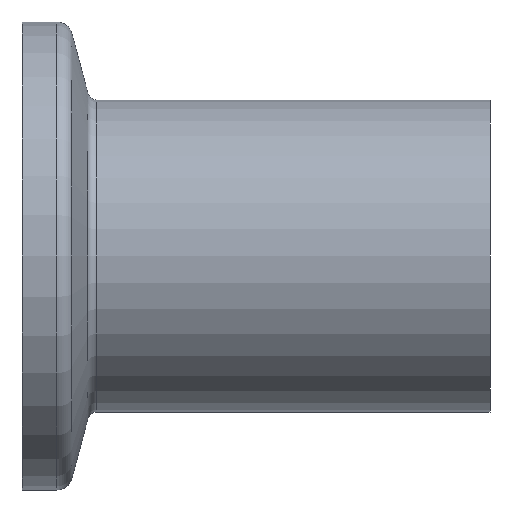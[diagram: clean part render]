
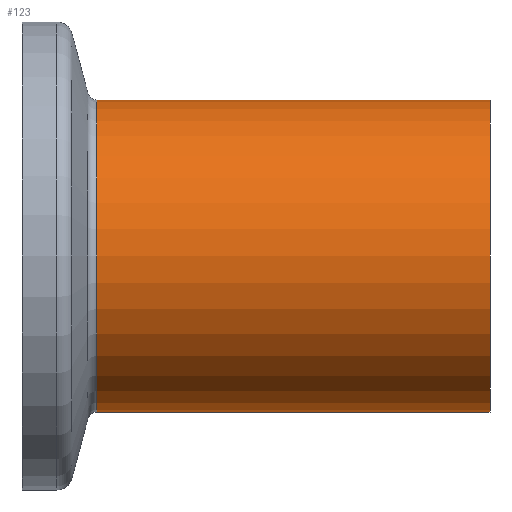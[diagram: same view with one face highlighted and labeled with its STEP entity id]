
A CAD part, front view. The second image highlights one B-rep face of the part: STEP entity #123.
In plain terms, the highlighted cylindrical face has radius 10 mm (diameter 20 mm), a partial arc.
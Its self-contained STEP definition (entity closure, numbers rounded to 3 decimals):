
#16 = VERTEX_POINT ( 'NONE', #323 ) ;
#21 = CARTESIAN_POINT ( 'NONE',  ( 0., 0., 10. ) ) ;
#24 = EDGE_CURVE ( 'NONE', #239, #363, #102, .T. ) ;
#37 = AXIS2_PLACEMENT_3D ( 'NONE', #284, #371, #499 ) ;
#48 = ORIENTED_EDGE ( 'NONE', *, *, #170, .T. ) ;
#54 = VECTOR ( 'NONE', #450, 1000. ) ;
#81 = DIRECTION ( 'NONE',  ( -1., 0., 0. ) ) ;
#85 = DIRECTION ( 'NONE',  ( -1., 0., 0. ) ) ;
#98 = AXIS2_PLACEMENT_3D ( 'NONE', #348, #81, #386 ) ;
#99 = CARTESIAN_POINT ( 'NONE',  ( 30., 0., 10. ) ) ;
#102 = LINE ( 'NONE', #219, #220 ) ;
#105 = CARTESIAN_POINT ( 'NONE',  ( 30., 0., 0. ) ) ;
#123 = ADVANCED_FACE ( 'NONE', ( #370 ), #400, .T. ) ;
#126 = VERTEX_POINT ( 'NONE', #99 ) ;
#148 = DIRECTION ( 'NONE',  ( 0., 0., 1. ) ) ;
#170 = EDGE_CURVE ( 'NONE', #126, #16, #279, .T. ) ;
#219 = CARTESIAN_POINT ( 'NONE',  ( 0., 0., -10. ) ) ;
#220 = VECTOR ( 'NONE', #85, 1000. ) ;
#231 = ORIENTED_EDGE ( 'NONE', *, *, #24, .F. ) ;
#239 = VERTEX_POINT ( 'NONE', #460 ) ;
#262 = EDGE_LOOP ( 'NONE', ( #231, #338, #48, #276 ) ) ;
#276 = ORIENTED_EDGE ( 'NONE', *, *, #407, .F. ) ;
#279 = LINE ( 'NONE', #21, #54 ) ;
#284 = CARTESIAN_POINT ( 'NONE',  ( 0., 0., 0. ) ) ;
#323 = CARTESIAN_POINT ( 'NONE',  ( 4.8, 0., 10. ) ) ;
#335 = EDGE_CURVE ( 'NONE', #239, #126, #531, .T. ) ;
#338 = ORIENTED_EDGE ( 'NONE', *, *, #335, .T. ) ;
#348 = CARTESIAN_POINT ( 'NONE',  ( 4.8, 0., 0. ) ) ;
#363 = VERTEX_POINT ( 'NONE', #469 ) ;
#370 = FACE_OUTER_BOUND ( 'NONE', #262, .T. ) ;
#371 = DIRECTION ( 'NONE',  ( -1., 0., 0. ) ) ;
#386 = DIRECTION ( 'NONE',  ( 0., 0., 1. ) ) ;
#400 = CYLINDRICAL_SURFACE ( 'NONE', #37, 10. ) ;
#407 = EDGE_CURVE ( 'NONE', #363, #16, #414, .T. ) ;
#412 = AXIS2_PLACEMENT_3D ( 'NONE', #105, #427, #148 ) ;
#414 = CIRCLE ( 'NONE', #98, 10. ) ;
#427 = DIRECTION ( 'NONE',  ( -1., 0., 0. ) ) ;
#450 = DIRECTION ( 'NONE',  ( -1., 0., 0. ) ) ;
#460 = CARTESIAN_POINT ( 'NONE',  ( 30., 0., -10. ) ) ;
#469 = CARTESIAN_POINT ( 'NONE',  ( 4.8, 0., -10. ) ) ;
#499 = DIRECTION ( 'NONE',  ( 0., 0., 1. ) ) ;
#531 = CIRCLE ( 'NONE', #412, 10. ) ;
